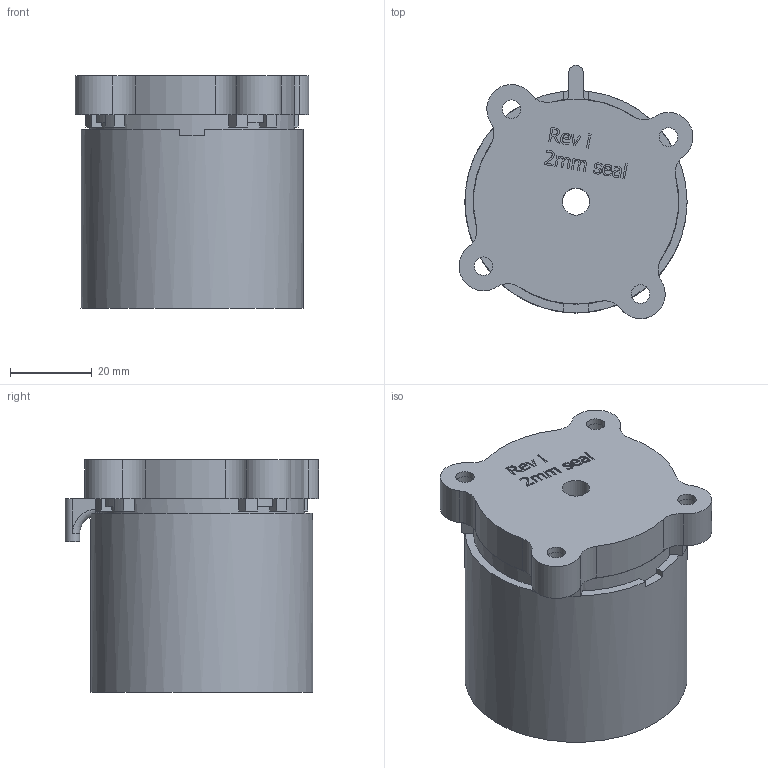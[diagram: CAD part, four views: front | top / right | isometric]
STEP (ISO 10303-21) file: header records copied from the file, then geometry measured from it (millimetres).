
FILE_DESCRIPTION(/* description */ (''),/* implementation_level */ '2;1');
FILE_NAME(/* name */ 'Sealing_ring_in_a_mold.stp',/* time_stamp */ '2024-08-22T15:39:12+02:00',/* author */ ('ak-stelzer'),/* organization */ (''),/* preprocessor_version */ 'ST-DEVELOPER v19.2',/* originating_system */ 'Autodesk Inventor 2023',/* authorisation */ '');
FILE_SCHEMA (('AUTOMOTIVE_DESIGN { 1 0 10303 214 3 1 1 }'));
Length unit declared in the file: millimetre
Products named in the file (5): Mold_h; Mold_1_Sealing_ring_20x1_silicone_x; Mold_2_Sealing_ring_20x1_silicone_h; Sealing_ring_20x1_silicone_i; Sealing_silicone_i
Assembly tree (4 placements, depth 2):
  Mold_h
    Mold_1_Sealing_ring_20x1_silicone_x
    Mold_2_Sealing_ring_20x1_silicone_h
    Sealing_ring_20x1_silicone_i
    Sealing_silicone_i
Bounding box: 57.05 x 61.78 x 56.7 mm (x, y, z)
Volume: 124525.2 mm3; surface area: 40579.9 mm2
Topology: 4 solids, 4 shells, 759 faces, 2781 edges, 1898 vertices
Faces by surface type: plane 388, cylinder 216, bspline 122, torus 20, cone 13
Full cylindrical faces by diameter (mm): 1.5 x2, 1.8 x3, 3.5 x1, 4.5 x4, 5.7 x4, 6.6 x1, 10.5 x1, 20 x1, 28 x2, 28.1 x2, 30 x2, 31 x2, 40.8 x2, 41.8 x2, 45.6 x2, 46.02 x2, 54.2 x1
Entity records: 31381 total; most frequent: CARTESIAN_POINT 8414, ORIENTED_EDGE 5562, DIRECTION 4064, EDGE_CURVE 2781, VERTEX_POINT 1898, LINE 1636, VECTOR 1636, AXIS2_PLACEMENT_3D 1214
